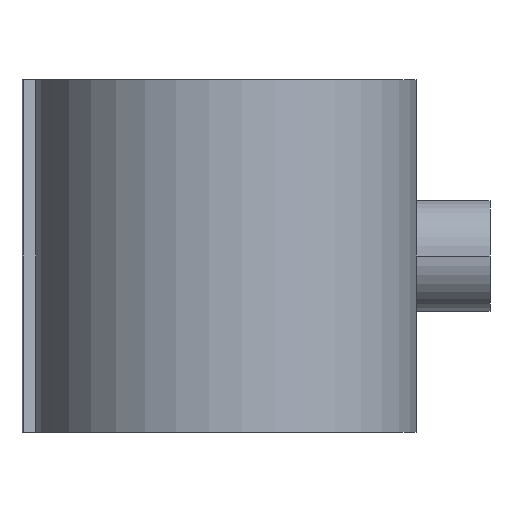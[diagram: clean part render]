
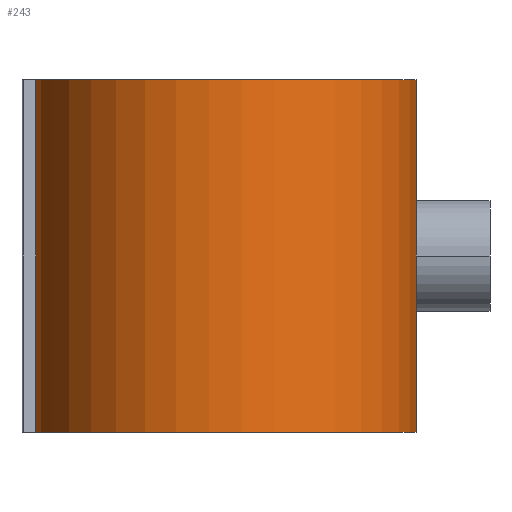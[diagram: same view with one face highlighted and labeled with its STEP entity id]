
A CAD part, front view. The second image highlights one B-rep face of the part: STEP entity #243.
In plain terms, the highlighted cylindrical face has radius 108.4 mm (diameter 216.8 mm), a partial arc.
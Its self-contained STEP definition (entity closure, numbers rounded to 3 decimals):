
#231 = VERTEX_POINT( '', #661 );
#243 = ADVANCED_FACE( '', ( #673 ), #674, .T. );
#477 = EDGE_CURVE( '', #517, #573, #932, .T. );
#495 = EDGE_CURVE( '', #573, #565, #954, .T. );
#517 = VERTEX_POINT( '', #979 );
#565 = VERTEX_POINT( '', #1033 );
#573 = VERTEX_POINT( '', #1043 );
#579 = EDGE_CURVE( '', #231, #565, #1049, .T. );
#629 = EDGE_CURVE( '', #231, #517, #1103, .T. );
#661 = CARTESIAN_POINT( '', ( -107.987, -9.45, 100. ) );
#673 = FACE_OUTER_BOUND( '', #1142, .T. );
#674 = CYLINDRICAL_SURFACE( '', #1143, 108.4 );
#932 = CIRCLE( '', #1814, 108.4 );
#954 = LINE( '', #1839, #1840 );
#979 = CARTESIAN_POINT( '', ( -107.987, -9.45, -100. ) );
#1033 = CARTESIAN_POINT( '', ( 107.987, 9.45, 100. ) );
#1043 = CARTESIAN_POINT( '', ( 107.987, 9.45, -100. ) );
#1049 = CIRCLE( '', #2012, 108.4 );
#1103 = LINE( '', #2208, #2209 );
#1142 = EDGE_LOOP( '', ( #2240, #2241, #2242, #2243 ) );
#1143 = AXIS2_PLACEMENT_3D( '', #2244, #2245, #2246 );
#1814 = AXIS2_PLACEMENT_3D( '', #2561, #2562, #2563 );
#1839 = CARTESIAN_POINT( '', ( 107.987, 9.45, 100. ) );
#1840 = VECTOR( '', #2595, 1. );
#2012 = AXIS2_PLACEMENT_3D( '', #2711, #2712, #2713 );
#2208 = CARTESIAN_POINT( '', ( -107.987, -9.45, 100. ) );
#2209 = VECTOR( '', #2762, 1. );
#2240 = ORIENTED_EDGE( '', *, *, #495, .T. );
#2241 = ORIENTED_EDGE( '', *, *, #579, .F. );
#2242 = ORIENTED_EDGE( '', *, *, #629, .T. );
#2243 = ORIENTED_EDGE( '', *, *, #477, .T. );
#2244 = CARTESIAN_POINT( '', ( 0., 0., 100. ) );
#2245 = DIRECTION( '', ( 0., 0., 1. ) );
#2246 = DIRECTION( '', ( -0.996, -0.087, 0. ) );
#2561 = CARTESIAN_POINT( '', ( 0., 0., -100. ) );
#2562 = DIRECTION( '', ( 0., 0., 1. ) );
#2563 = DIRECTION( '', ( -0.996, -0.087, 0. ) );
#2595 = DIRECTION( '', ( 0., 0., 1. ) );
#2711 = CARTESIAN_POINT( '', ( 0., 0., 100. ) );
#2712 = DIRECTION( '', ( 0., 0., 1. ) );
#2713 = DIRECTION( '', ( -0.996, -0.087, 0. ) );
#2762 = DIRECTION( '', ( 0., 0., -1. ) );
